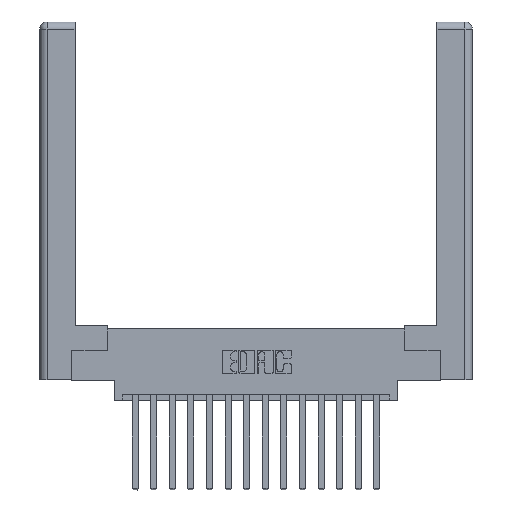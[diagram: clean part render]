
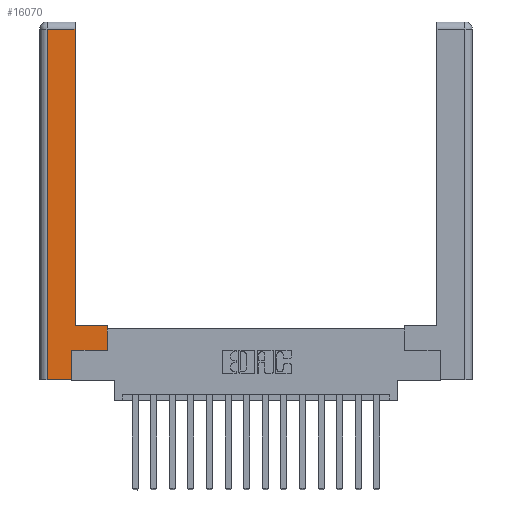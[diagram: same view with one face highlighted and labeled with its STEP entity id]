
A CAD part, top view. The second image highlights one B-rep face of the part: STEP entity #16070.
In plain terms, the highlighted planar face has unit normal (0, 0, 1).
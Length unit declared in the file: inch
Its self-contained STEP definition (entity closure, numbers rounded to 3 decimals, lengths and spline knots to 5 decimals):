
#114 = EDGE_CURVE ( 'NONE', #8338, #13539, #13846, .T. ) ;
#321 = LINE ( 'NONE', #7583, #14999 ) ;
#697 = CARTESIAN_POINT ( 'NONE',  ( 0.0615, 0., 0. ) ) ;
#810 = LINE ( 'NONE', #5043, #6609 ) ;
#818 = EDGE_CURVE ( 'NONE', #3217, #7753, #6158, .T. ) ;
#957 = ORIENTED_EDGE ( 'NONE', *, *, #4638, .T. ) ;
#980 = VERTEX_POINT ( 'NONE', #6854 ) ;
#1189 = DIRECTION ( 'NONE',  ( 0., 1., 0. ) ) ;
#1615 = VECTOR ( 'NONE', #13629, 39.37008 ) ;
#2019 = EDGE_CURVE ( 'NONE', #7753, #8338, #13578, .T. ) ;
#2609 = VECTOR ( 'NONE', #5886, 39.37008 ) ;
#2976 = DIRECTION ( 'NONE',  ( 0., 0., -1. ) ) ;
#3201 = DIRECTION ( 'NONE',  ( -1., 0., 0. ) ) ;
#3217 = VERTEX_POINT ( 'NONE', #11097 ) ;
#3424 = CARTESIAN_POINT ( 'NONE',  ( 0.565, 0.245, 0. ) ) ;
#4072 = LINE ( 'NONE', #4310, #1615 ) ;
#4166 = DIRECTION ( 'NONE',  ( -1., 0., 0. ) ) ;
#4310 = CARTESIAN_POINT ( 'NONE',  ( 0.0615, 2.94, 0. ) ) ;
#4330 = VECTOR ( 'NONE', #7169, 39.37008 ) ;
#4467 = CARTESIAN_POINT ( 'NONE',  ( 0.565, 0.245, 0. ) ) ;
#4638 = EDGE_CURVE ( 'NONE', #10971, #12021, #14119, .T. ) ;
#4746 = EDGE_CURVE ( 'NONE', #14530, #10971, #14700, .T. ) ;
#5043 = CARTESIAN_POINT ( 'NONE',  ( 0.265, 0.245, 0. ) ) ;
#5344 = ORIENTED_EDGE ( 'NONE', *, *, #2019, .T. ) ;
#5651 = CARTESIAN_POINT ( 'NONE',  ( 0.265, 0., 0. ) ) ;
#5886 = DIRECTION ( 'NONE',  ( 1., 0., 0. ) ) ;
#6158 = LINE ( 'NONE', #4467, #2609 ) ;
#6356 = CARTESIAN_POINT ( 'NONE',  ( 0.0615, 0., 0. ) ) ;
#6609 = VECTOR ( 'NONE', #1189, 39.37008 ) ;
#6637 = AXIS2_PLACEMENT_3D ( 'NONE', #10916, #2976, #3201 ) ;
#6854 = CARTESIAN_POINT ( 'NONE',  ( 0.295, 2.94, 0. ) ) ;
#7169 = DIRECTION ( 'NONE',  ( 0., -1., 0. ) ) ;
#7555 = DIRECTION ( 'NONE',  ( 0., 1., 0. ) ) ;
#7583 = CARTESIAN_POINT ( 'NONE',  ( 0.295, 3., 0. ) ) ;
#7753 = VERTEX_POINT ( 'NONE', #3424 ) ;
#7784 = ORIENTED_EDGE ( 'NONE', *, *, #9189, .T. ) ;
#8338 = VERTEX_POINT ( 'NONE', #9335 ) ;
#8492 = EDGE_LOOP ( 'NONE', ( #15979, #7784, #11173, #957, #10208, #8712, #5344, #13594 ) ) ;
#8712 = ORIENTED_EDGE ( 'NONE', *, *, #818, .T. ) ;
#8836 = CARTESIAN_POINT ( 'NONE',  ( 0.565, 0.45, 0. ) ) ;
#8977 = EDGE_CURVE ( 'NONE', #12021, #3217, #810, .T. ) ;
#9189 = EDGE_CURVE ( 'NONE', #980, #14530, #4072, .T. ) ;
#9335 = CARTESIAN_POINT ( 'NONE',  ( 0.565, 0.45, 0. ) ) ;
#9663 = PLANE ( 'NONE',  #6637 ) ;
#10208 = ORIENTED_EDGE ( 'NONE', *, *, #8977, .T. ) ;
#10243 = DIRECTION ( 'NONE',  ( 0., 1., 0. ) ) ;
#10390 = VECTOR ( 'NONE', #12156, 39.37008 ) ;
#10916 = CARTESIAN_POINT ( 'NONE',  ( 0., 0., 0. ) ) ;
#10971 = VERTEX_POINT ( 'NONE', #6356 ) ;
#11041 = EDGE_CURVE ( 'NONE', #13539, #980, #321, .T. ) ;
#11097 = CARTESIAN_POINT ( 'NONE',  ( 0.265, 0.245, 0. ) ) ;
#11173 = ORIENTED_EDGE ( 'NONE', *, *, #4746, .T. ) ;
#11914 = FACE_OUTER_BOUND ( 'NONE', #8492, .T. ) ;
#12021 = VERTEX_POINT ( 'NONE', #15724 ) ;
#12139 = CARTESIAN_POINT ( 'NONE',  ( 0.295, 0.45, 0. ) ) ;
#12156 = DIRECTION ( 'NONE',  ( 1., 0., 0. ) ) ;
#13539 = VERTEX_POINT ( 'NONE', #13882 ) ;
#13578 = LINE ( 'NONE', #8836, #14787 ) ;
#13594 = ORIENTED_EDGE ( 'NONE', *, *, #114, .T. ) ;
#13629 = DIRECTION ( 'NONE',  ( -1., 0., 0. ) ) ;
#13846 = LINE ( 'NONE', #12139, #15488 ) ;
#13882 = CARTESIAN_POINT ( 'NONE',  ( 0.295, 0.45, 0. ) ) ;
#14119 = LINE ( 'NONE', #5651, #10390 ) ;
#14530 = VERTEX_POINT ( 'NONE', #15224 ) ;
#14700 = LINE ( 'NONE', #697, #4330 ) ;
#14787 = VECTOR ( 'NONE', #7555, 39.37008 ) ;
#14999 = VECTOR ( 'NONE', #10243, 39.37008 ) ;
#15224 = CARTESIAN_POINT ( 'NONE',  ( 0.0615, 2.94, 0. ) ) ;
#15488 = VECTOR ( 'NONE', #4166, 39.37008 ) ;
#15724 = CARTESIAN_POINT ( 'NONE',  ( 0.265, 0., 0. ) ) ;
#15979 = ORIENTED_EDGE ( 'NONE', *, *, #11041, .T. ) ;
#16070 = ADVANCED_FACE ( 'NONE', ( #11914 ), #9663, .F. ) ;
